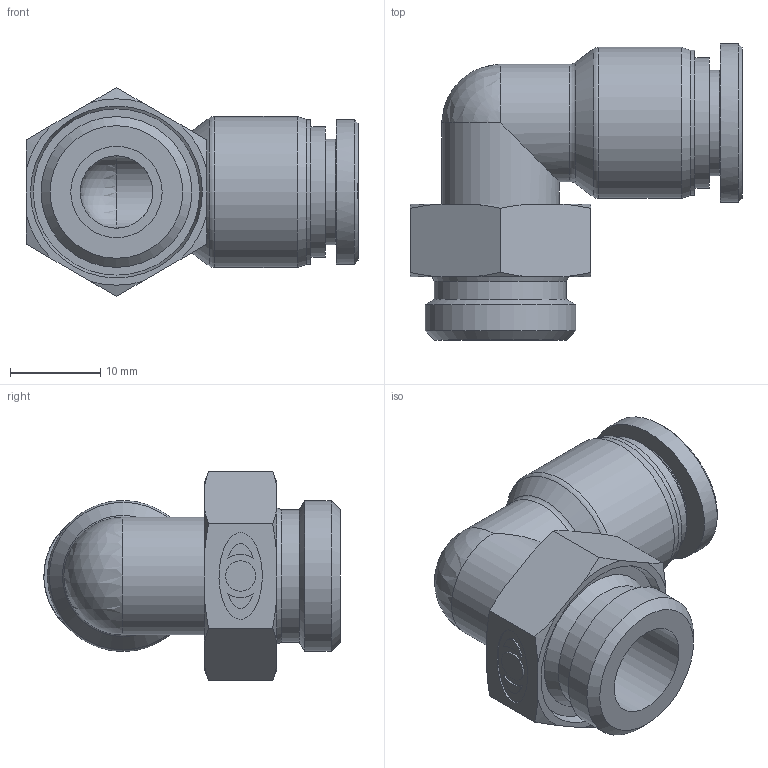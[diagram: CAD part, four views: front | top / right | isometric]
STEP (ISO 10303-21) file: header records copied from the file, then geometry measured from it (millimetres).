
FILE_DESCRIPTION((''),'2;1');
FILE_NAME('F-PL 10G03.stp','2020-11-24T18:22:00',('Administrator'),(''),'Autodesk Inventor 2013','Autodesk Inventor 2013','');
FILE_SCHEMA(('CONFIG_CONTROL_DESIGN'));
Length unit declared in the file: millimetre
Products named in the file (4): F-PL 1003; F-PL 1003 BODY; F-SLEEVE 10(SUS); F-BODY G03(SUS) 
Assembly tree (3 placements, depth 2):
  F-PL 1003
    F-PL 1003 BODY
    F-SLEEVE 10(SUS)
    F-BODY G03(SUS) 
Bounding box: 36.7 x 32.74 x 23.09 mm (x, y, z)
Volume: 6354.9 mm3; surface area: 5290.9 mm2
Topology: 3 solids, 3 shells, 309 faces, 813 edges, 536 vertices
Faces by surface type: bspline 139, plane 130, cone 20, cylinder 16, sphere 2, torus 2
Full cylindrical faces by diameter (mm): 3.35 x1, 8 x2, 10.1 x1, 10.15 x1, 10.2 x1, 11.7 x1, 13 x2, 14.4 x1, 14.6 x1, 16.05 x1, 16.662 x1, 16.7 x1
Entity records: 9723 total; most frequent: CARTESIAN_POINT 3069, ORIENTED_EDGE 1554, DIRECTION 898, EDGE_CURVE 777, VERTEX_POINT 529, VECTOR 422, LINE 422, EDGE_LOOP 370
